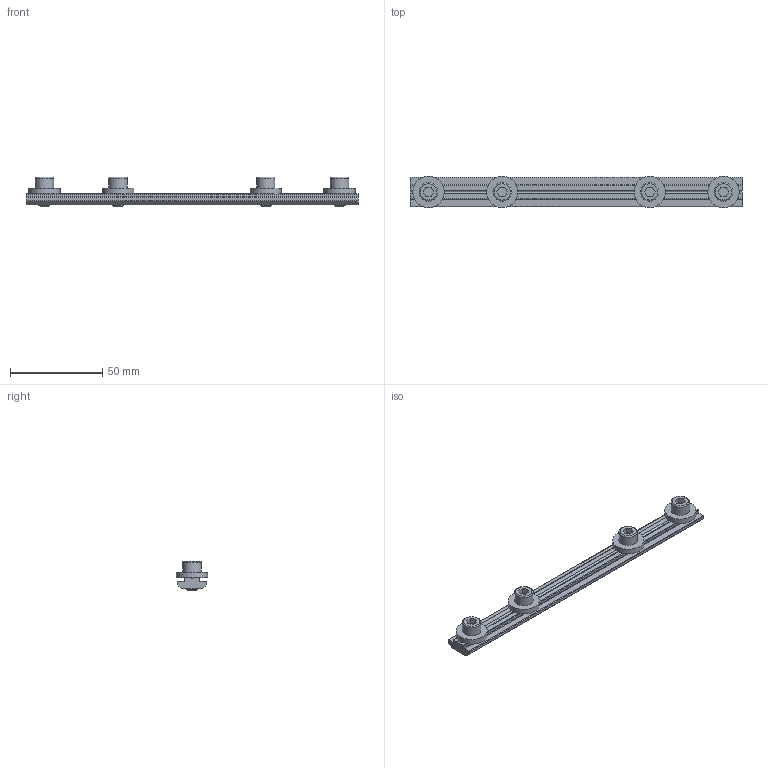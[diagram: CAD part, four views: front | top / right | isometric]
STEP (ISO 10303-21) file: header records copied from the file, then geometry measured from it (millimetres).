
FILE_DESCRIPTION(/* description */ ('STEP AP214'),/* implementation_level */ '2;1');
FILE_NAME(/* name */ '096010S11',/* time_stamp */ '2022-09-29T15:58:22+02:00',/* author */ ('License CC BY-ND 4.0'),/* organization */ ('CADENAS'),/* preprocessor_version */ 'ST-DEVELOPER v18.102',/* originating_system */ 'PARTsolutions',/* authorisation */ ' ');
FILE_SCHEMA (('AUTOMOTIVE_DESIGN {1 0 10303 214 3 1 1}'));
Length unit declared in the file: millimetre
Products named in the file (4): 096010S11; 096010S11sc; 096010S11f; 096010S11b
Assembly tree (9 placements, depth 2):
  096010S11
    096010S11sc  x4
    096010S11f  x4
    096010S11b
Bounding box: 180 x 17 x 16 mm (x, y, z)
Volume: 18110.4 mm3; surface area: 12407.3 mm2
Topology: 9 solids, 9 shells, 113 faces, 257 edges, 166 vertices
Faces by surface type: plane 71, cylinder 30, torus 8, cone 4
Full cylindrical faces by diameter (mm): 4.917 x4, 6 x4, 6.4 x4, 10 x4, 17 x4
Entity records: 1870 total; most frequent: DIRECTION 329, CARTESIAN_POINT 301, ORIENTED_EDGE 276, EDGE_CURVE 138, AXIS2_PLACEMENT_3D 125, VERTEX_POINT 97, LINE 79, VECTOR 79
